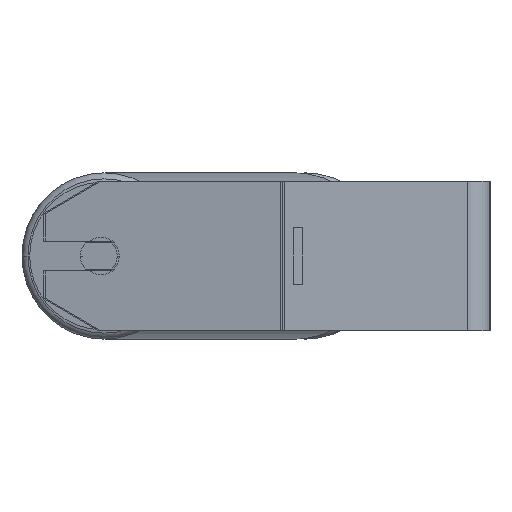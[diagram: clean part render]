
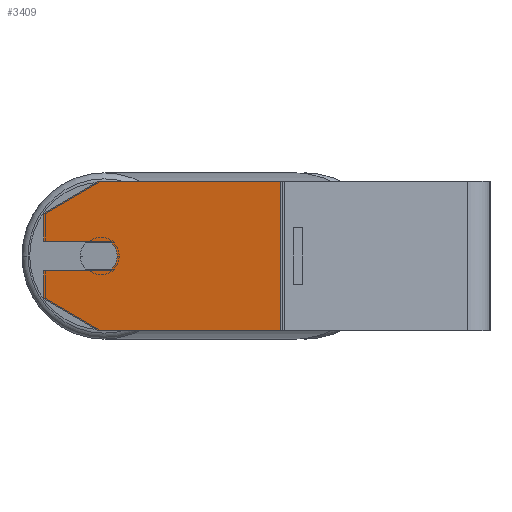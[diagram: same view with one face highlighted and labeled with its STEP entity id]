
A CAD part, left-side view. The second image highlights one B-rep face of the part: STEP entity #3409.
In plain terms, the highlighted planar face has unit normal (-0.985, 0.174, 0).
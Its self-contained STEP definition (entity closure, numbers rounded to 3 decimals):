
#106 = AXIS2_PLACEMENT_3D ( 'NONE', #5580, #4253, #224 ) ;
#224 = DIRECTION ( 'NONE',  ( 0.174, 0.985, 0. ) ) ;
#288 = ORIENTED_EDGE ( 'NONE', *, *, #8046, .T. ) ;
#431 = VERTEX_POINT ( 'NONE', #934 ) ;
#581 = CARTESIAN_POINT ( 'NONE',  ( -937.684, 209.433, 0. ) ) ;
#588 = DIRECTION ( 'NONE',  ( 0.15, 0.853, -0.5 ) ) ;
#688 = CARTESIAN_POINT ( 'NONE',  ( -937.684, 209.433, 0. ) ) ;
#758 = CARTESIAN_POINT ( 'NONE',  ( -937.684, 209.433, -40. ) ) ;
#812 = CARTESIAN_POINT ( 'NONE',  ( -932.475, 238.977, 40. ) ) ;
#842 = CARTESIAN_POINT ( 'NONE',  ( -954.818, 112.264, 40. ) ) ;
#933 = CARTESIAN_POINT ( 'NONE',  ( -932.475, 238.977, 40. ) ) ;
#934 = CARTESIAN_POINT ( 'NONE',  ( -954.818, 112.264, -40. ) ) ;
#1033 = ORIENTED_EDGE ( 'NONE', *, *, #2459, .F. ) ;
#1062 = DIRECTION ( 'NONE',  ( 0., 0., -1. ) ) ;
#1180 = VERTEX_POINT ( 'NONE', #8137 ) ;
#1201 = CARTESIAN_POINT ( 'NONE',  ( -932.475, 238.977, 22.679 ) ) ;
#1442 = CARTESIAN_POINT ( 'NONE',  ( -932.475, 238.977, 40. ) ) ;
#1525 = EDGE_CURVE ( 'NONE', #7360, #5481, #2651, .T. ) ;
#1603 = DIRECTION ( 'NONE',  ( -0.174, -0.985, 0. ) ) ;
#1613 = DIRECTION ( 'NONE',  ( -0.174, -0.985, 0. ) ) ;
#1636 = CARTESIAN_POINT ( 'NONE',  ( -932.475, 238.977, -8. ) ) ;
#1749 = ORIENTED_EDGE ( 'NONE', *, *, #6414, .T. ) ;
#1767 = DIRECTION ( 'NONE',  ( 0., 0., -1. ) ) ;
#1866 = CARTESIAN_POINT ( 'NONE',  ( -954.818, 112.264, 40. ) ) ;
#1978 = DIRECTION ( 'NONE',  ( -0.174, -0.985, 0. ) ) ;
#1993 = DIRECTION ( 'NONE',  ( -0.985, 0.174, 0. ) ) ;
#2059 = CARTESIAN_POINT ( 'NONE',  ( -938.726, 203.524, 8. ) ) ;
#2144 = DIRECTION ( 'NONE',  ( 0., 0., -1. ) ) ;
#2367 = LINE ( 'NONE', #1442, #4336 ) ;
#2459 = EDGE_CURVE ( 'NONE', #1180, #3383, #2367, .T. ) ;
#2651 = CIRCLE ( 'NONE', #4037, 10. ) ;
#2825 = VERTEX_POINT ( 'NONE', #1636 ) ;
#2826 = DIRECTION ( 'NONE',  ( -0.174, -0.985, 0. ) ) ;
#2876 = FACE_OUTER_BOUND ( 'NONE', #4327, .T. ) ;
#2944 = LINE ( 'NONE', #5649, #6925 ) ;
#3058 = VERTEX_POINT ( 'NONE', #7272 ) ;
#3128 = VECTOR ( 'NONE', #2144, 1000. ) ;
#3133 = VECTOR ( 'NONE', #4765, 1000. ) ;
#3159 = VECTOR ( 'NONE', #8059, 1000. ) ;
#3291 = VECTOR ( 'NONE', #588, 1000. ) ;
#3350 = DIRECTION ( 'NONE',  ( -0.985, 0.174, 0. ) ) ;
#3383 = VERTEX_POINT ( 'NONE', #842 ) ;
#3409 = ADVANCED_FACE ( 'NONE', ( #2876 ), #5004, .F. ) ;
#3492 = ORIENTED_EDGE ( 'NONE', *, *, #4554, .F. ) ;
#3564 = VERTEX_POINT ( 'NONE', #3939 ) ;
#3607 = EDGE_CURVE ( 'NONE', #7399, #7360, #7894, .T. ) ;
#3939 = CARTESIAN_POINT ( 'NONE',  ( -932.475, 238.977, 8. ) ) ;
#4037 = AXIS2_PLACEMENT_3D ( 'NONE', #688, #3350, #1978 ) ;
#4227 = VECTOR ( 'NONE', #1613, 1000. ) ;
#4253 = DIRECTION ( 'NONE',  ( 0.985, -0.174, 0. ) ) ;
#4327 = EDGE_LOOP ( 'NONE', ( #6413, #8687, #1749, #6028, #8591, #3492, #1033, #6181, #288, #5312, #7686 ) ) ;
#4336 = VECTOR ( 'NONE', #2826, 1000. ) ;
#4399 = VERTEX_POINT ( 'NONE', #758 ) ;
#4554 = EDGE_CURVE ( 'NONE', #3383, #431, #7837, .T. ) ;
#4697 = DIRECTION ( 'NONE',  ( -0.174, -0.985, 0. ) ) ;
#4765 = DIRECTION ( 'NONE',  ( 0.174, 0.985, 0. ) ) ;
#4774 = EDGE_CURVE ( 'NONE', #2825, #7399, #4993, .T. ) ;
#4787 = LINE ( 'NONE', #7350, #3159 ) ;
#4993 = LINE ( 'NONE', #7688, #4227 ) ;
#5004 = PLANE ( 'NONE',  #106 ) ;
#5071 = EDGE_CURVE ( 'NONE', #4399, #431, #2944, .T. ) ;
#5312 = ORIENTED_EDGE ( 'NONE', *, *, #7623, .F. ) ;
#5481 = VERTEX_POINT ( 'NONE', #8477 ) ;
#5580 = CARTESIAN_POINT ( 'NONE',  ( -932.475, 238.977, 40. ) ) ;
#5649 = CARTESIAN_POINT ( 'NONE',  ( -932.475, 238.977, -40. ) ) ;
#5922 = AXIS2_PLACEMENT_3D ( 'NONE', #581, #1993, #4697 ) ;
#6028 = ORIENTED_EDGE ( 'NONE', *, *, #7212, .T. ) ;
#6180 = LINE ( 'NONE', #2059, #3133 ) ;
#6181 = ORIENTED_EDGE ( 'NONE', *, *, #8217, .T. ) ;
#6248 = CARTESIAN_POINT ( 'NONE',  ( -939.421, 199.585, 0. ) ) ;
#6413 = ORIENTED_EDGE ( 'NONE', *, *, #3607, .F. ) ;
#6414 = EDGE_CURVE ( 'NONE', #2825, #3058, #8743, .T. ) ;
#6652 = LINE ( 'NONE', #1201, #3291 ) ;
#6916 = VECTOR ( 'NONE', #1767, 1000. ) ;
#6925 = VECTOR ( 'NONE', #1603, 1000. ) ;
#7029 = CARTESIAN_POINT ( 'NONE',  ( -938.726, 203.524, -8. ) ) ;
#7212 = EDGE_CURVE ( 'NONE', #3058, #4399, #4787, .T. ) ;
#7272 = CARTESIAN_POINT ( 'NONE',  ( -932.475, 238.977, -22.679 ) ) ;
#7350 = CARTESIAN_POINT ( 'NONE',  ( -937.684, 209.433, -40. ) ) ;
#7360 = VERTEX_POINT ( 'NONE', #6248 ) ;
#7399 = VERTEX_POINT ( 'NONE', #7029 ) ;
#7623 = EDGE_CURVE ( 'NONE', #5481, #3564, #6180, .T. ) ;
#7659 = VECTOR ( 'NONE', #1062, 1000. ) ;
#7666 = LINE ( 'NONE', #933, #7659 ) ;
#7686 = ORIENTED_EDGE ( 'NONE', *, *, #1525, .F. ) ;
#7688 = CARTESIAN_POINT ( 'NONE',  ( -938.726, 203.524, -8. ) ) ;
#7837 = LINE ( 'NONE', #1866, #6916 ) ;
#7894 = CIRCLE ( 'NONE', #5922, 10. ) ;
#8046 = EDGE_CURVE ( 'NONE', #8061, #3564, #7666, .T. ) ;
#8059 = DIRECTION ( 'NONE',  ( -0.15, -0.853, -0.5 ) ) ;
#8061 = VERTEX_POINT ( 'NONE', #8419 ) ;
#8137 = CARTESIAN_POINT ( 'NONE',  ( -937.684, 209.433, 40. ) ) ;
#8217 = EDGE_CURVE ( 'NONE', #1180, #8061, #6652, .T. ) ;
#8419 = CARTESIAN_POINT ( 'NONE',  ( -932.475, 238.977, 22.679 ) ) ;
#8477 = CARTESIAN_POINT ( 'NONE',  ( -938.726, 203.524, 8. ) ) ;
#8591 = ORIENTED_EDGE ( 'NONE', *, *, #5071, .T. ) ;
#8687 = ORIENTED_EDGE ( 'NONE', *, *, #4774, .F. ) ;
#8743 = LINE ( 'NONE', #812, #3128 ) ;
